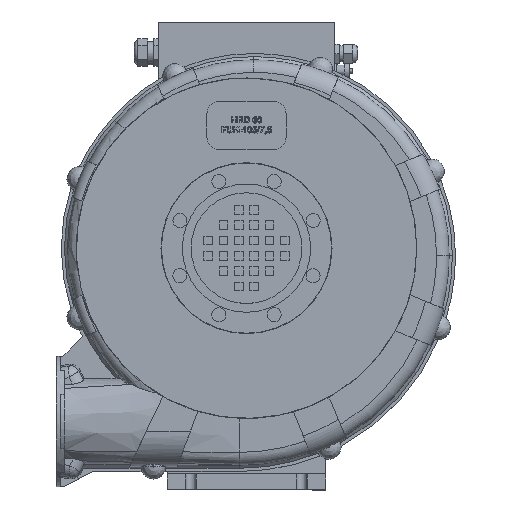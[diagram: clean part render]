
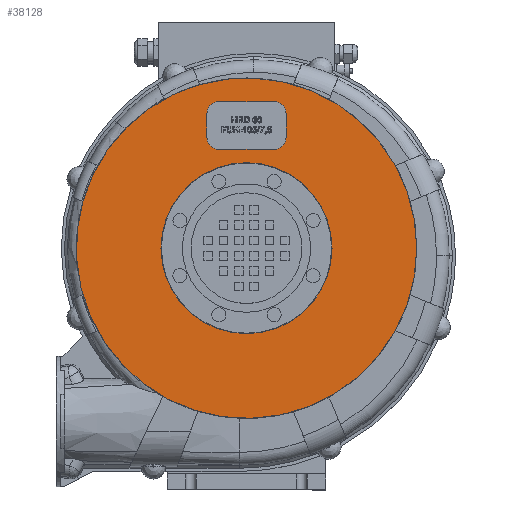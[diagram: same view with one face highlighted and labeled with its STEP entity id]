
A CAD part, top view. The second image highlights one B-rep face of the part: STEP entity #38128.
In plain terms, the highlighted planar face has unit normal (0, 0, 1).
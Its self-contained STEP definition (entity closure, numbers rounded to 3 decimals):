
#2305=CARTESIAN_POINT('',(35.,125.,146.5));
#2306=VERTEX_POINT('',#2305);
#2313=CARTESIAN_POINT('',(50.0,140.,146.5));
#2314=VERTEX_POINT('',#2313);
#2315=CARTESIAN_POINT('',(35.,140.,146.5));
#2316=DIRECTION('',(0.,0.,-1.0));
#2317=DIRECTION('',(0.707,-0.707,0.));
#2318=AXIS2_PLACEMENT_3D('',#2315,#2316,#2317);
#2319=CIRCLE('',#2318,15.);
#2320=EDGE_CURVE('',#2314,#2306,#2319,.T.);
#2338=CARTESIAN_POINT('',(-35.,125.,146.5));
#2339=VERTEX_POINT('',#2338);
#2346=CARTESIAN_POINT('',(35.,125.,146.5));
#2347=DIRECTION('',(-1.0,0.0,0.0));
#2348=VECTOR('',#2347,70.0);
#2349=LINE('',#2346,#2348);
#2350=EDGE_CURVE('',#2306,#2339,#2349,.T.);
#2360=CARTESIAN_POINT('',(-50.,140.,146.5));
#2361=VERTEX_POINT('',#2360);
#2362=CARTESIAN_POINT('',(-35.,140.,146.5));
#2363=DIRECTION('',(0.,0.,-1.0));
#2364=DIRECTION('',(-0.707,-0.707,0.));
#2365=AXIS2_PLACEMENT_3D('',#2362,#2363,#2364);
#2366=CIRCLE('',#2365,15.0);
#2367=EDGE_CURVE('',#2339,#2361,#2366,.T.);
#2385=CARTESIAN_POINT('',(35.,185.,146.5));
#2386=VERTEX_POINT('',#2385);
#2387=CARTESIAN_POINT('',(50.,170.,146.5));
#2388=VERTEX_POINT('',#2387);
#2389=CARTESIAN_POINT('',(35.,170.,146.5));
#2390=DIRECTION('',(0.,0.,-1.0));
#2391=DIRECTION('',(0.707,0.707,0.));
#2392=AXIS2_PLACEMENT_3D('',#2389,#2390,#2391);
#2393=CIRCLE('',#2392,15.0);
#2394=EDGE_CURVE('',#2386,#2388,#2393,.T.);
#2418=CARTESIAN_POINT('',(-35.,185.,146.5));
#2419=VERTEX_POINT('',#2418);
#2420=CARTESIAN_POINT('',(-35.,185.,146.5));
#2421=DIRECTION('',(1.0,0.0,0.0));
#2422=VECTOR('',#2421,70.);
#2423=LINE('',#2420,#2422);
#2424=EDGE_CURVE('',#2419,#2386,#2423,.T.);
#2441=CARTESIAN_POINT('',(-50.,170.,146.5));
#2442=VERTEX_POINT('',#2441);
#2443=CARTESIAN_POINT('',(-35.,170.,146.5));
#2444=DIRECTION('',(0.,0.,-1.0));
#2445=DIRECTION('',(-0.707,0.707,0.));
#2446=AXIS2_PLACEMENT_3D('',#2443,#2444,#2445);
#2447=CIRCLE('',#2446,15.0);
#2448=EDGE_CURVE('',#2442,#2419,#2447,.T.);
#2469=CARTESIAN_POINT('',(-50.,140.,146.5));
#2470=DIRECTION('',(0.0,1.0,0.0));
#2471=VECTOR('',#2470,30.);
#2472=LINE('',#2469,#2471);
#2473=EDGE_CURVE('',#2361,#2442,#2472,.T.);
#2484=CARTESIAN_POINT('',(50.,170.,146.5));
#2485=DIRECTION('',(0.0,-1.0,0.0));
#2486=VECTOR('',#2485,30.0);
#2487=LINE('',#2484,#2486);
#2488=EDGE_CURVE('',#2388,#2314,#2487,.T.);
#30959=CARTESIAN_POINT('',(215.,0.,146.5));
#30960=VERTEX_POINT('',#30959);
#30961=CARTESIAN_POINT('',(0.,0.,146.5));
#30962=DIRECTION('',(0.0,0.0,-1.0));
#30963=DIRECTION('',(-1.0,0.0,0.0));
#30964=AXIS2_PLACEMENT_3D('',#30961,#30962,#30963);
#30965=CIRCLE('',#30964,215.0);
#30966=EDGE_CURVE('',#30960,#30960,#30965,.T.);
#38099=CARTESIAN_POINT('',(0.,0.,146.5));
#38100=DIRECTION('',(0.0,0.0,-1.0));
#38101=DIRECTION('',(-1.0,0.0,0.0));
#38102=AXIS2_PLACEMENT_3D('',#38099,#38100,#38101);
#38103=PLANE('',#38102);
#38104=ORIENTED_EDGE('',*,*,#30966,.F.);
#38105=EDGE_LOOP('',(#38104));
#38106=FACE_OUTER_BOUND('',#38105,.T.);
#38107=ORIENTED_EDGE('',*,*,#2394,.T.);
#38108=ORIENTED_EDGE('',*,*,#2488,.T.);
#38109=ORIENTED_EDGE('',*,*,#2320,.T.);
#38110=ORIENTED_EDGE('',*,*,#2350,.T.);
#38111=ORIENTED_EDGE('',*,*,#2367,.T.);
#38112=ORIENTED_EDGE('',*,*,#2473,.T.);
#38113=ORIENTED_EDGE('',*,*,#2448,.T.);
#38114=ORIENTED_EDGE('',*,*,#2424,.T.);
#38115=EDGE_LOOP('',(#38107,#38108,#38109,#38110,#38111,#38112,#38113,#38114));
#38116=FACE_BOUND('',#38115,.T.);
#38117=CARTESIAN_POINT('',(108.,0.,146.5));
#38118=VERTEX_POINT('',#38117);
#38119=CARTESIAN_POINT('',(0.,0.,146.5));
#38120=DIRECTION('',(0.0,0.0,-1.0));
#38121=DIRECTION('',(-1.0,0.0,0.0));
#38122=AXIS2_PLACEMENT_3D('',#38119,#38120,#38121);
#38123=CIRCLE('',#38122,108.0);
#38124=EDGE_CURVE('',#38118,#38118,#38123,.T.);
#38125=ORIENTED_EDGE('',*,*,#38124,.T.);
#38126=EDGE_LOOP('',(#38125));
#38127=FACE_BOUND('',#38126,.T.);
#38128=ADVANCED_FACE('',(#38106,#38116,#38127),#38103,.F.);
